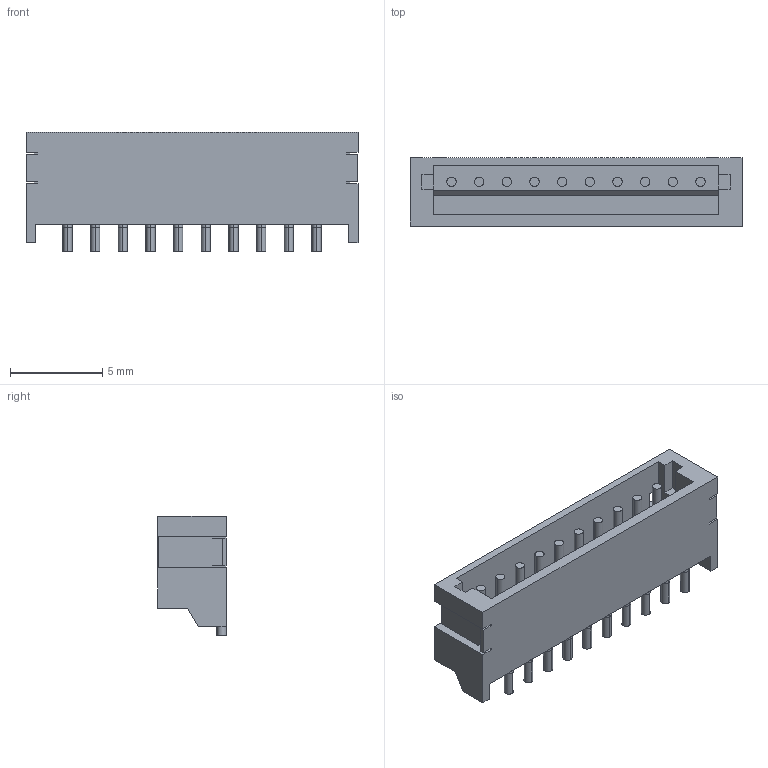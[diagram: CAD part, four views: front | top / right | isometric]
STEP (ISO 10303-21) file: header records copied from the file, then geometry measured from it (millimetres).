
FILE_DESCRIPTION (( 'STEP AP214' ), '1' );
FILE_NAME ('S10B-ZR-SM4A.STEP', '2010-06-16T05:00:46', ( ' ' ), ( ' ' ), 'SwSTEP 2.0', 'SolidWorks 2005235', '' );
FILE_SCHEMA (( 'AUTOMOTIVE_DESIGN' ));
Length unit declared in the file: millimetre
Products named in the file (1): S10B-ZR-SM4A
Bounding box: 18 x 3.7 x 6.5 mm (x, y, z)
Volume: 199.3 mm3; surface area: 552.1 mm2
Topology: 1 solids, 1 shells, 141 faces, 340 edges, 220 vertices
Faces by surface type: plane 81, cylinder 40, torus 20
Entity records: 5856 total; most frequent: CARTESIAN_POINT 922, DIRECTION 704, ORIENTED_EDGE 680, EDGE_CURVE 340, AXIS2_PLACEMENT_3D 242, LINE 220, VECTOR 220, VERTEX_POINT 220
